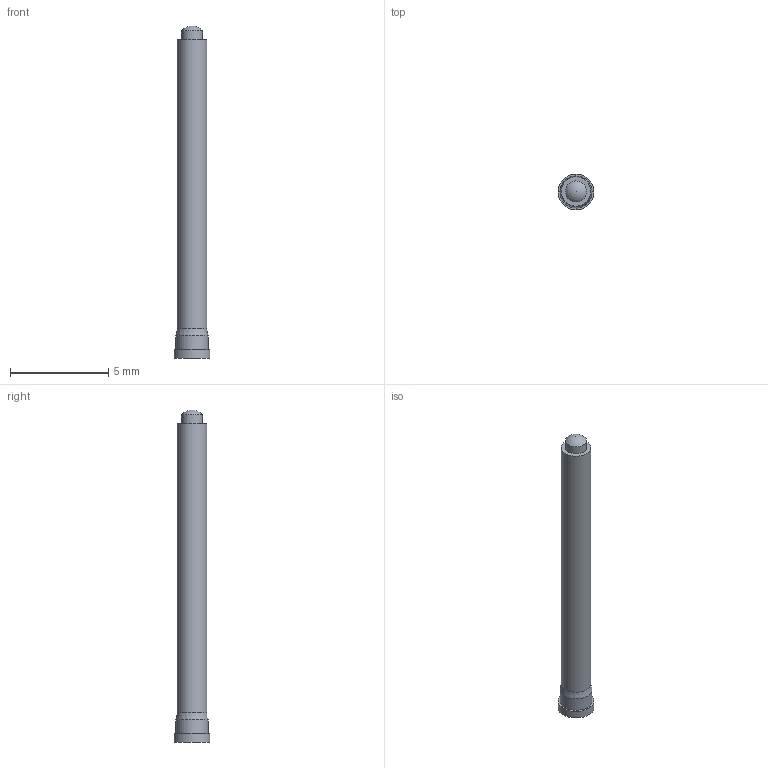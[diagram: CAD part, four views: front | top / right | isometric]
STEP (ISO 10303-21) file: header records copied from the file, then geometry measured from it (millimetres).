
FILE_DESCRIPTION(('FreeCAD Model'),'2;1');
FILE_NAME('0905-0-15-20-75-14-11-0.step' ,'2019-07-31T23:19:43',('Author'),(''), 'Open CASCADE STEP processor 7.3','FreeCAD','Unknown');
FILE_SCHEMA(('AUTOMOTIVE_DESIGN { 1 0 10303 214 1 1 1 1 }'));
Length unit declared in the file: millimetre
Products named in the file (1): Body
Bounding box: 1.83 x 1.83 x 16.9 mm (x, y, z)
Volume: 29.8 mm3; surface area: 83.8 mm2
Topology: 1 solids, 1 shells, 9 faces, 15 edges, 9 vertices
Faces by surface type: cylinder 4, plane 3, cone 1, sphere 1
Full cylindrical faces by diameter (mm): 1.07 x1, 1.5 x1, 1.63 x1, 1.83 x1
Entity records: 389 total; most frequent: CARTESIAN_POINT 84, DIRECTION 48, ORIENTED_EDGE 28, PCURVE 28, DEFINITIONAL_REPRESENTATION 28, B_SPLINE_CURVE_WITH_KNOTS 23, AXIS2_PLACEMENT_3D 19, EDGE_CURVE 14
